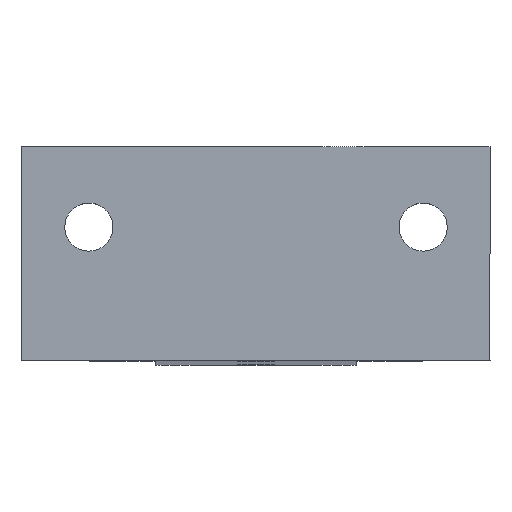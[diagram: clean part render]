
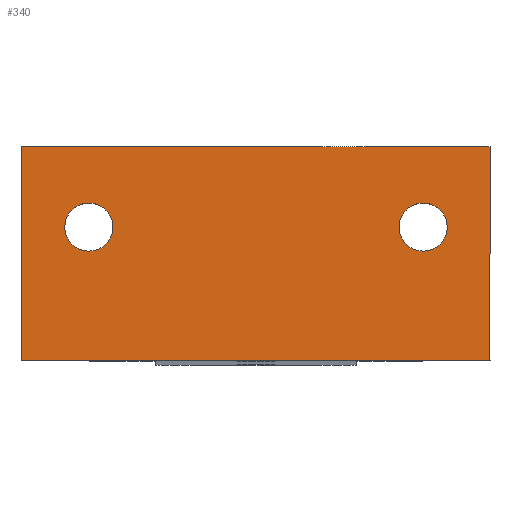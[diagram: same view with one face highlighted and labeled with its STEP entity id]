
A CAD part, top view. The second image highlights one B-rep face of the part: STEP entity #340.
In plain terms, the highlighted planar face has unit normal (0, 0, 1).
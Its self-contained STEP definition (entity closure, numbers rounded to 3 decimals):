
#52 = CIRCLE ( 'NONE', #1154, 1.8 ) ;
#108 = CARTESIAN_POINT ( 'NONE',  ( 17.5, 0., 0. ) ) ;
#132 = FACE_BOUND ( 'NONE', #882, .T. ) ;
#140 = LINE ( 'NONE', #758, #317 ) ;
#145 = CARTESIAN_POINT ( 'NONE',  ( -17.5, 0., 0. ) ) ;
#162 = FACE_OUTER_BOUND ( 'NONE', #483, .T. ) ;
#240 = CARTESIAN_POINT ( 'NONE',  ( 17.5, 16., 0. ) ) ;
#250 = VERTEX_POINT ( 'NONE', #656 ) ;
#258 = CARTESIAN_POINT ( 'NONE',  ( 10.7, 10., 0. ) ) ;
#272 = AXIS2_PLACEMENT_3D ( 'NONE', #633, #959, #1428 ) ;
#311 = VECTOR ( 'NONE', #1244, 1000. ) ;
#317 = VECTOR ( 'NONE', #763, 1000. ) ;
#324 = VECTOR ( 'NONE', #1312, 1000. ) ;
#338 = CARTESIAN_POINT ( 'NONE',  ( 7.5, 0., 0. ) ) ;
#340 = ADVANCED_FACE ( 'NONE', ( #565, #132, #162 ), #430, .F. ) ;
#359 = EDGE_LOOP ( 'NONE', ( #469, #1174 ) ) ;
#380 = CARTESIAN_POINT ( 'NONE',  ( 12.5, 10., 0. ) ) ;
#382 = LINE ( 'NONE', #574, #311 ) ;
#430 = PLANE ( 'NONE',  #857 ) ;
#440 = EDGE_CURVE ( 'NONE', #1184, #466, #382, .T. ) ;
#445 = LINE ( 'NONE', #639, #324 ) ;
#466 = VERTEX_POINT ( 'NONE', #145 ) ;
#469 = ORIENTED_EDGE ( 'NONE', *, *, #727, .T. ) ;
#483 = EDGE_LOOP ( 'NONE', ( #1142, #986, #1076, #569 ) ) ;
#508 = EDGE_CURVE ( 'NONE', #1184, #1420, #1418, .T. ) ;
#536 = EDGE_CURVE ( 'NONE', #1223, #1405, #52, .T. ) ;
#565 = FACE_BOUND ( 'NONE', #359, .T. ) ;
#569 = ORIENTED_EDGE ( 'NONE', *, *, #440, .T. ) ;
#574 = CARTESIAN_POINT ( 'NONE',  ( -17.5, 16., 0. ) ) ;
#581 = CARTESIAN_POINT ( 'NONE',  ( -7.5, 16., 0. ) ) ;
#603 = VERTEX_POINT ( 'NONE', #922 ) ;
#604 = AXIS2_PLACEMENT_3D ( 'NONE', #1243, #1141, #915 ) ;
#633 = CARTESIAN_POINT ( 'NONE',  ( -12.5, 10., 0. ) ) ;
#639 = CARTESIAN_POINT ( 'NONE',  ( 7.5, 0., 0. ) ) ;
#656 = CARTESIAN_POINT ( 'NONE',  ( -10.7, 10., 0. ) ) ;
#694 = AXIS2_PLACEMENT_3D ( 'NONE', #941, #724, #1297 ) ;
#724 = DIRECTION ( 'NONE',  ( 0., 0., -1. ) ) ;
#727 = EDGE_CURVE ( 'NONE', #1405, #1223, #1365, .T. ) ;
#758 = CARTESIAN_POINT ( 'NONE',  ( 17.5, 16., 0. ) ) ;
#763 = DIRECTION ( 'NONE',  ( 0., 1., 0. ) ) ;
#780 = DIRECTION ( 'NONE',  ( 1., 0., 0. ) ) ;
#824 = ORIENTED_EDGE ( 'NONE', *, *, #1350, .T. ) ;
#857 = AXIS2_PLACEMENT_3D ( 'NONE', #338, #1321, #859 ) ;
#859 = DIRECTION ( 'NONE',  ( -1., 0., 0. ) ) ;
#882 = EDGE_LOOP ( 'NONE', ( #1278, #824 ) ) ;
#915 = DIRECTION ( 'NONE',  ( -1., 0., 0. ) ) ;
#922 = CARTESIAN_POINT ( 'NONE',  ( -14.3, 10., 0. ) ) ;
#933 = EDGE_CURVE ( 'NONE', #603, #250, #1266, .T. ) ;
#941 = CARTESIAN_POINT ( 'NONE',  ( 12.5, 10., 0. ) ) ;
#959 = DIRECTION ( 'NONE',  ( 0., 0., -1. ) ) ;
#986 = ORIENTED_EDGE ( 'NONE', *, *, #1087, .T. ) ;
#1032 = DIRECTION ( 'NONE',  ( -1., 0., 0. ) ) ;
#1051 = VERTEX_POINT ( 'NONE', #108 ) ;
#1076 = ORIENTED_EDGE ( 'NONE', *, *, #508, .F. ) ;
#1080 = CARTESIAN_POINT ( 'NONE',  ( -17.5, 16., 0. ) ) ;
#1087 = EDGE_CURVE ( 'NONE', #1051, #1420, #140, .T. ) ;
#1117 = VECTOR ( 'NONE', #780, 1000. ) ;
#1127 = CARTESIAN_POINT ( 'NONE',  ( 14.3, 10., 0. ) ) ;
#1141 = DIRECTION ( 'NONE',  ( 0., 0., -1. ) ) ;
#1142 = ORIENTED_EDGE ( 'NONE', *, *, #1189, .F. ) ;
#1154 = AXIS2_PLACEMENT_3D ( 'NONE', #380, #1168, #1032 ) ;
#1168 = DIRECTION ( 'NONE',  ( 0., 0., -1. ) ) ;
#1174 = ORIENTED_EDGE ( 'NONE', *, *, #536, .T. ) ;
#1184 = VERTEX_POINT ( 'NONE', #1080 ) ;
#1189 = EDGE_CURVE ( 'NONE', #1051, #466, #445, .T. ) ;
#1223 = VERTEX_POINT ( 'NONE', #1127 ) ;
#1243 = CARTESIAN_POINT ( 'NONE',  ( -12.5, 10., 0. ) ) ;
#1244 = DIRECTION ( 'NONE',  ( 0., -1., 0. ) ) ;
#1266 = CIRCLE ( 'NONE', #272, 1.8 ) ;
#1278 = ORIENTED_EDGE ( 'NONE', *, *, #933, .T. ) ;
#1297 = DIRECTION ( 'NONE',  ( -1., 0., 0. ) ) ;
#1312 = DIRECTION ( 'NONE',  ( -1., 0., 0. ) ) ;
#1321 = DIRECTION ( 'NONE',  ( 0., 0., -1. ) ) ;
#1350 = EDGE_CURVE ( 'NONE', #250, #603, #1389, .T. ) ;
#1365 = CIRCLE ( 'NONE', #694, 1.8 ) ;
#1389 = CIRCLE ( 'NONE', #604, 1.8 ) ;
#1405 = VERTEX_POINT ( 'NONE', #258 ) ;
#1418 = LINE ( 'NONE', #581, #1117 ) ;
#1420 = VERTEX_POINT ( 'NONE', #240 ) ;
#1428 = DIRECTION ( 'NONE',  ( -1., 0., 0. ) ) ;
